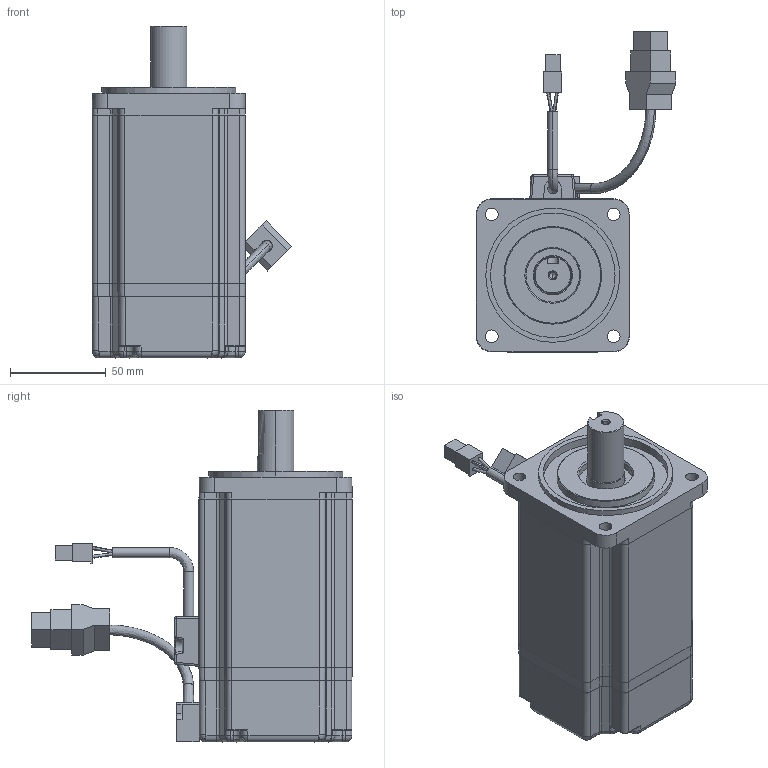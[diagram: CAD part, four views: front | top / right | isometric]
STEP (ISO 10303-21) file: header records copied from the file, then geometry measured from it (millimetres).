
FILE_DESCRIPTION(/* description */ ('Alibre Inc.'),/* implementation_level */ '2;1');
FILE_NAME(/* name */ 'export0',/* time_stamp */ '2016-07-06T14:27:28+02:00',/* author */ (''),/* organization */ (''),/* preprocessor_version */ 'ST-DEVELOPER v14',/* originating_system */ 'Alibre',/* authorisation */ '');
FILE_SCHEMA (('AUTOMOTIVE_DESIGN'));
Length unit declared in the file: millimetre
Bounding box: 104.24 x 167.27 x 173.3 mm (x, y, z)
Volume: 816704.4 mm3; surface area: 69502.7 mm2
Topology: 1 solids, 2 shells, 488 faces, 1227 edges, 747 vertices
Faces by surface type: revolution 250, bspline 238
Entity records: 16400 total; most frequent: CARTESIAN_POINT 5411, ORIENTED_EDGE 2436, DIRECTION 1778, EDGE_CURVE 1218, VERTEX_POINT 747, VECTOR 680, LINE 680, EDGE_LOOP 519
